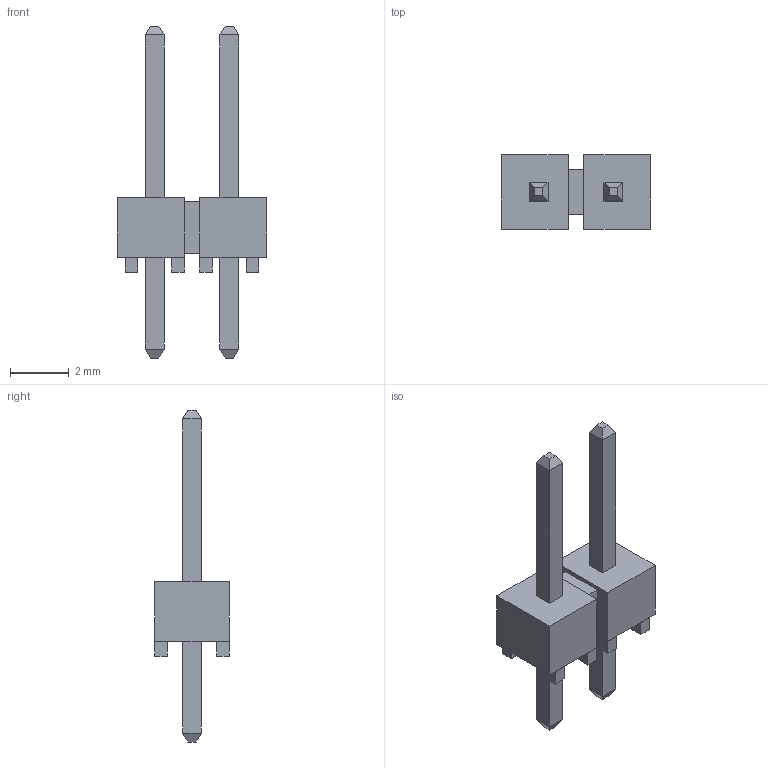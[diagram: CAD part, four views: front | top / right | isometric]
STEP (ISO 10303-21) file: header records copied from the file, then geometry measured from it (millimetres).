
FILE_DESCRIPTION((''),'2;1');
FILE_NAME('SAMTEC_TSW-102-23-L-S.stp','2012-10-10T17:08:44',(''),(''),'Mechanical Desktop 2011','Mechanical Desktop 2011',', , ');
FILE_SCHEMA(('AUTOMOTIVE_DESIGN { 1 2 10303 214 1 1 1 1 }'));
Length unit declared in the file: millimetre
Products named in the file (1): Product
Bounding box: 5.08 x 2.54 x 11.3 mm (x, y, z)
Volume: 32.9 mm3; surface area: 129.6 mm2
Topology: 15 solids, 15 shells, 106 faces, 216 edges, 140 vertices
Faces by surface type: plane 94, bspline 12
Entity records: 2749 total; most frequent: CARTESIAN_POINT 499, ORIENTED_EDGE 432, DIRECTION 406, VECTOR 216, LINE 216, EDGE_CURVE 216, VERTEX_POINT 140, EDGE_LOOP 106
